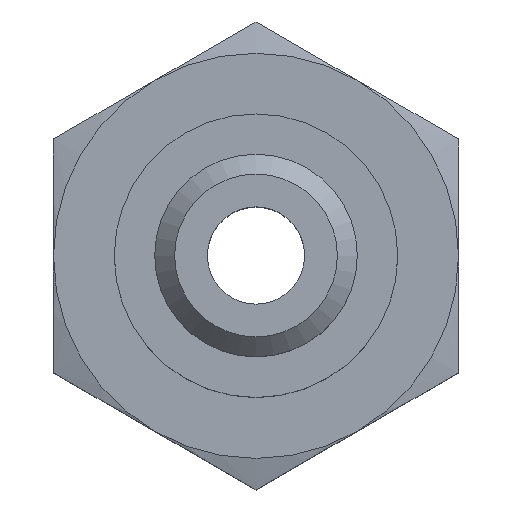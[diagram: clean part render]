
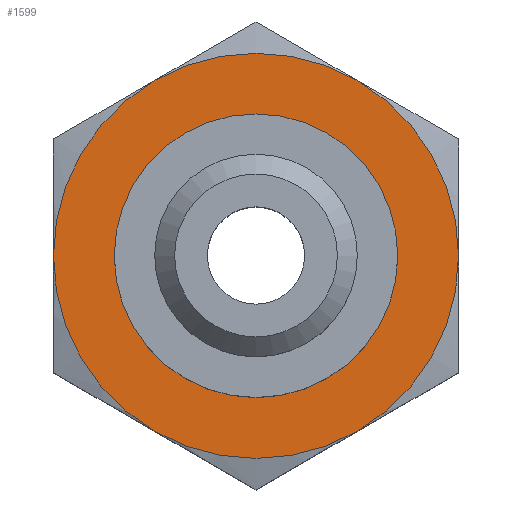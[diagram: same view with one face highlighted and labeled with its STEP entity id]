
A CAD part, top view. The second image highlights one B-rep face of the part: STEP entity #1599.
In plain terms, the highlighted planar face has unit normal (0, 0, 1).
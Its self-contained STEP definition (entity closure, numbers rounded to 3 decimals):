
#77=PLANE('',#1738);
#152=CIRCLE('',#1727,3.5);
#153=CIRCLE('',#1729,5.);
#154=CIRCLE('',#1731,5.);
#155=CIRCLE('',#1733,5.);
#156=CIRCLE('',#1735,5.);
#157=CIRCLE('',#1737,5.);
#158=CIRCLE('',#1739,5.);
#358=ORIENTED_EDGE('',*,*,#613,.F.);
#359=ORIENTED_EDGE('',*,*,#612,.F.);
#360=ORIENTED_EDGE('',*,*,#611,.F.);
#361=ORIENTED_EDGE('',*,*,#614,.F.);
#362=ORIENTED_EDGE('',*,*,#610,.F.);
#363=ORIENTED_EDGE('',*,*,#609,.F.);
#364=ORIENTED_EDGE('',*,*,#608,.T.);
#608=EDGE_CURVE('',#744,#744,#152,.T.);
#609=EDGE_CURVE('',#730,#732,#153,.T.);
#610=EDGE_CURVE('',#732,#734,#154,.T.);
#611=EDGE_CURVE('',#735,#726,#155,.T.);
#612=EDGE_CURVE('',#726,#728,#156,.T.);
#613=EDGE_CURVE('',#728,#730,#157,.T.);
#614=EDGE_CURVE('',#734,#735,#158,.T.);
#726=VERTEX_POINT('',#2361);
#728=VERTEX_POINT('',#2373);
#730=VERTEX_POINT('',#2385);
#732=VERTEX_POINT('',#2397);
#734=VERTEX_POINT('',#2409);
#735=VERTEX_POINT('',#2419);
#744=VERTEX_POINT('',#2449);
#944=EDGE_LOOP('',(#358,#359,#360,#361,#362,#363));
#945=EDGE_LOOP('',(#364));
#1036=FACE_BOUND('',#944,.T.);
#1037=FACE_BOUND('',#945,.T.);
#1599=ADVANCED_FACE('',(#1036,#1037),#77,.F.);
#1727=AXIS2_PLACEMENT_3D('',#2448,#2008,#2009);
#1729=AXIS2_PLACEMENT_3D('',#2451,#2012,#2013);
#1731=AXIS2_PLACEMENT_3D('',#2453,#2016,#2017);
#1733=AXIS2_PLACEMENT_3D('',#2455,#2020,#2021);
#1735=AXIS2_PLACEMENT_3D('',#2457,#2024,#2025);
#1737=AXIS2_PLACEMENT_3D('',#2459,#2028,#2029);
#1738=AXIS2_PLACEMENT_3D('',#2460,#2030,#2031);
#1739=AXIS2_PLACEMENT_3D('',#2461,#2032,#2033);
#2008=DIRECTION('',(0.,0.,-1.));
#2009=DIRECTION('',(0.,1.,0.));
#2012=DIRECTION('',(0.,0.,-1.));
#2013=DIRECTION('',(0.,1.,0.));
#2016=DIRECTION('',(0.,0.,-1.));
#2017=DIRECTION('',(0.,1.,0.));
#2020=DIRECTION('',(0.,0.,-1.));
#2021=DIRECTION('',(0.,1.,0.));
#2024=DIRECTION('',(0.,0.,-1.));
#2025=DIRECTION('',(0.,1.,0.));
#2028=DIRECTION('',(0.,0.,-1.));
#2029=DIRECTION('',(0.,1.,0.));
#2030=DIRECTION('',(0.,0.,-1.));
#2031=DIRECTION('',(0.,1.,0.));
#2032=DIRECTION('',(0.,0.,-1.));
#2033=DIRECTION('',(0.,1.,0.));
#2361=CARTESIAN_POINT('',(-5.,0.,19.18));
#2373=CARTESIAN_POINT('',(-2.5,4.33,19.18));
#2385=CARTESIAN_POINT('',(2.5,4.33,19.18));
#2397=CARTESIAN_POINT('',(5.,0.,19.18));
#2409=CARTESIAN_POINT('',(2.5,-4.33,19.18));
#2419=CARTESIAN_POINT('',(-2.5,-4.33,19.18));
#2448=CARTESIAN_POINT('',(0.,0.,19.18));
#2449=CARTESIAN_POINT('',(0.,3.5,19.18));
#2451=CARTESIAN_POINT('',(0.,0.,19.18));
#2453=CARTESIAN_POINT('',(0.,0.,19.18));
#2455=CARTESIAN_POINT('',(0.,0.,19.18));
#2457=CARTESIAN_POINT('',(0.,0.,19.18));
#2459=CARTESIAN_POINT('',(0.,0.,19.18));
#2460=CARTESIAN_POINT('',(0.,3.5,19.18));
#2461=CARTESIAN_POINT('',(0.,0.,19.18));
